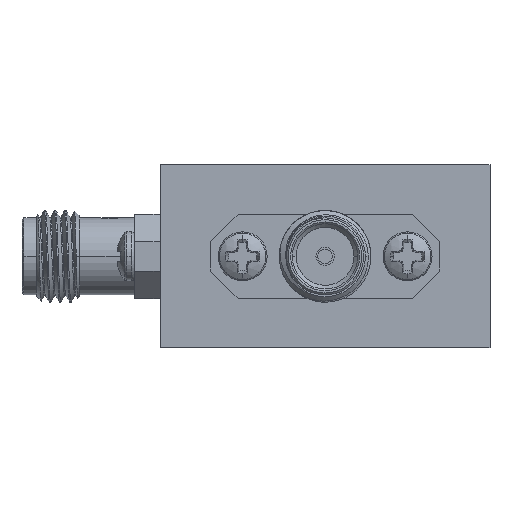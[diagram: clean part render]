
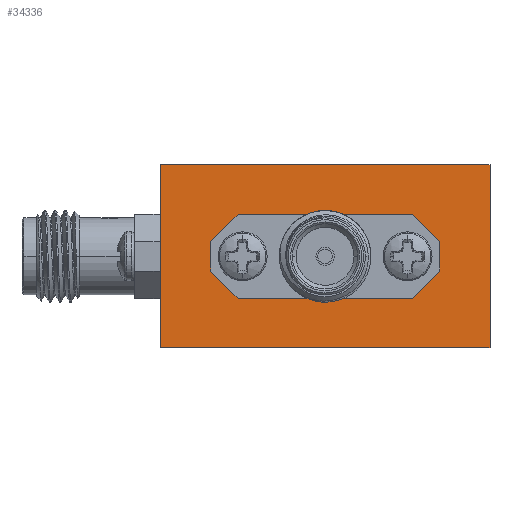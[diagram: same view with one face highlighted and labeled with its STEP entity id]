
A CAD part, left-side view. The second image highlights one B-rep face of the part: STEP entity #34336.
In plain terms, the highlighted planar face has unit normal (-1, 0, 0).
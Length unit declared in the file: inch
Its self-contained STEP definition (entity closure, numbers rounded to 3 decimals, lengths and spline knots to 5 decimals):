
#854 = VERTEX_POINT ( 'NONE', #8952 ) ;
#884 = VECTOR ( 'NONE', #30958, 39.37008 ) ;
#1010 = LINE ( 'NONE', #43916, #8566 ) ;
#1072 = CARTESIAN_POINT ( 'NONE',  ( -0.45, -0.3125, 0.04 ) ) ;
#1215 = ORIENTED_EDGE ( 'NONE', *, *, #47318, .F. ) ;
#1748 = VERTEX_POINT ( 'NONE', #36377 ) ;
#2177 = EDGE_CURVE ( 'NONE', #1748, #5158, #50361, .T. ) ;
#2194 = LINE ( 'NONE', #31725, #46033 ) ;
#2532 = EDGE_CURVE ( 'NONE', #2573, #34807, #43491, .T. ) ;
#2573 = VERTEX_POINT ( 'NONE', #14812 ) ;
#3126 = CARTESIAN_POINT ( 'NONE',  ( -0.45, -0.45, 0.25 ) ) ;
#4361 = VERTEX_POINT ( 'NONE', #16004 ) ;
#5158 = VERTEX_POINT ( 'NONE', #36106 ) ;
#5188 = VERTEX_POINT ( 'NONE', #1072 ) ;
#8490 = DIRECTION ( 'NONE',  ( 0., -1., 0. ) ) ;
#8566 = VECTOR ( 'NONE', #11455, 39.37008 ) ;
#8952 = CARTESIAN_POINT ( 'NONE',  ( -0.45, 0.2375, -0.115 ) ) ;
#9178 = EDGE_LOOP ( 'NONE', ( #41827, #10607, #1215, #16244 ) ) ;
#9834 = VECTOR ( 'NONE', #42688, 39.37008 ) ;
#9960 = EDGE_CURVE ( 'NONE', #29825, #46948, #25217, .T. ) ;
#10530 = VECTOR ( 'NONE', #43946, 39.37008 ) ;
#10607 = ORIENTED_EDGE ( 'NONE', *, *, #22527, .F. ) ;
#10619 = CARTESIAN_POINT ( 'NONE',  ( -0.45, -0.2375, 0.115 ) ) ;
#11455 = DIRECTION ( 'NONE',  ( 0., -1., 0. ) ) ;
#11541 = ORIENTED_EDGE ( 'NONE', *, *, #2177, .F. ) ;
#11616 = VECTOR ( 'NONE', #22685, 39.37008 ) ;
#14737 = CARTESIAN_POINT ( 'NONE',  ( -0.45, -0.45, 0.25 ) ) ;
#14812 = CARTESIAN_POINT ( 'NONE',  ( -0.45, 0.45, 0.25 ) ) ;
#15336 = DIRECTION ( 'NONE',  ( 0., 0., -1. ) ) ;
#15604 = ORIENTED_EDGE ( 'NONE', *, *, #46132, .T. ) ;
#16004 = CARTESIAN_POINT ( 'NONE',  ( -0.45, -0.45, -0.25 ) ) ;
#16018 = CARTESIAN_POINT ( 'NONE',  ( -0.45, -0.2375, -0.115 ) ) ;
#16160 = CARTESIAN_POINT ( 'NONE',  ( -0.45, -0.45, -0.25 ) ) ;
#16244 = ORIENTED_EDGE ( 'NONE', *, *, #2532, .T. ) ;
#16363 = CARTESIAN_POINT ( 'NONE',  ( -0.45, 0.45, -0.25 ) ) ;
#17149 = FACE_BOUND ( 'NONE', #26576, .T. ) ;
#17903 = VERTEX_POINT ( 'NONE', #3126 ) ;
#18336 = DIRECTION ( 'NONE',  ( 0., 0.707, -0.707 ) ) ;
#19316 = DIRECTION ( 'NONE',  ( 0., 0., 1. ) ) ;
#19925 = LINE ( 'NONE', #43174, #41808 ) ;
#20413 = VECTOR ( 'NONE', #22123, 39.37008 ) ;
#20565 = EDGE_CURVE ( 'NONE', #854, #5158, #19925, .T. ) ;
#20899 = ORIENTED_EDGE ( 'NONE', *, *, #9960, .T. ) ;
#21234 = DIRECTION ( 'NONE',  ( 0., -1., 0. ) ) ;
#21885 = EDGE_CURVE ( 'NONE', #34807, #4361, #29902, .T. ) ;
#22079 = VECTOR ( 'NONE', #27880, 39.37008 ) ;
#22123 = DIRECTION ( 'NONE',  ( 0., -0.707, 0.707 ) ) ;
#22527 = EDGE_CURVE ( 'NONE', #17903, #4361, #43572, .T. ) ;
#22685 = DIRECTION ( 'NONE',  ( 0., 0., -1. ) ) ;
#22802 = ORIENTED_EDGE ( 'NONE', *, *, #41255, .F. ) ;
#23082 = LINE ( 'NONE', #27390, #10530 ) ;
#23879 = ORIENTED_EDGE ( 'NONE', *, *, #48724, .F. ) ;
#24841 = VECTOR ( 'NONE', #21234, 39.37008 ) ;
#25217 = LINE ( 'NONE', #26241, #27724 ) ;
#25296 = ORIENTED_EDGE ( 'NONE', *, *, #47165, .T. ) ;
#25479 = LINE ( 'NONE', #46062, #20413 ) ;
#25510 = LINE ( 'NONE', #44999, #24841 ) ;
#25850 = LINE ( 'NONE', #39756, #22079 ) ;
#26241 = CARTESIAN_POINT ( 'NONE',  ( -0.45, -0.17625, -0.17625 ) ) ;
#26576 = EDGE_LOOP ( 'NONE', ( #32595, #15604, #23879, #20899, #22802, #29066, #11541, #25296 ) ) ;
#26785 = DIRECTION ( 'NONE',  ( 0., 0.707, 0.707 ) ) ;
#27390 = CARTESIAN_POINT ( 'NONE',  ( -0.45, -0.17625, 0.17625 ) ) ;
#27396 = VECTOR ( 'NONE', #8490, 39.37008 ) ;
#27724 = VECTOR ( 'NONE', #18336, 39.37008 ) ;
#27880 = DIRECTION ( 'NONE',  ( 0., 1., 0. ) ) ;
#29066 = ORIENTED_EDGE ( 'NONE', *, *, #20565, .T. ) ;
#29825 = VERTEX_POINT ( 'NONE', #34952 ) ;
#29902 = LINE ( 'NONE', #16160, #27396 ) ;
#30958 = DIRECTION ( 'NONE',  ( 0., 0., -1. ) ) ;
#31256 = CARTESIAN_POINT ( 'NONE',  ( -0.45, -0.45, 0.25 ) ) ;
#31725 = CARTESIAN_POINT ( 'NONE',  ( -0.45, -0.3125, 0.115 ) ) ;
#32195 = FACE_OUTER_BOUND ( 'NONE', #9178, .T. ) ;
#32595 = ORIENTED_EDGE ( 'NONE', *, *, #36168, .F. ) ;
#33869 = CARTESIAN_POINT ( 'NONE',  ( -0.45, 0.2375, 0.115 ) ) ;
#34336 = ADVANCED_FACE ( 'NONE', ( #17149, #32195 ), #47136, .F. ) ;
#34807 = VERTEX_POINT ( 'NONE', #16363 ) ;
#34952 = CARTESIAN_POINT ( 'NONE',  ( -0.45, -0.3125, -0.04 ) ) ;
#35784 = AXIS2_PLACEMENT_3D ( 'NONE', #31256, #39275, #15336 ) ;
#36106 = CARTESIAN_POINT ( 'NONE',  ( -0.45, 0.3125, -0.04 ) ) ;
#36168 = EDGE_CURVE ( 'NONE', #45963, #39077, #25850, .T. ) ;
#36377 = CARTESIAN_POINT ( 'NONE',  ( -0.45, 0.3125, 0.04 ) ) ;
#39077 = VERTEX_POINT ( 'NONE', #33869 ) ;
#39275 = DIRECTION ( 'NONE',  ( 1., 0., 0. ) ) ;
#39756 = CARTESIAN_POINT ( 'NONE',  ( -0.45, -0.3125, 0.115 ) ) ;
#41255 = EDGE_CURVE ( 'NONE', #854, #46948, #25510, .T. ) ;
#41543 = CARTESIAN_POINT ( 'NONE',  ( -0.45, 0.45, 0.25 ) ) ;
#41808 = VECTOR ( 'NONE', #26785, 39.37008 ) ;
#41827 = ORIENTED_EDGE ( 'NONE', *, *, #21885, .T. ) ;
#42295 = CARTESIAN_POINT ( 'NONE',  ( -0.45, 0.3125, 0.115 ) ) ;
#42688 = DIRECTION ( 'NONE',  ( 0., 0., -1. ) ) ;
#43174 = CARTESIAN_POINT ( 'NONE',  ( -0.45, 0.17625, -0.17625 ) ) ;
#43491 = LINE ( 'NONE', #41543, #11616 ) ;
#43572 = LINE ( 'NONE', #14737, #9834 ) ;
#43916 = CARTESIAN_POINT ( 'NONE',  ( -0.45, -0.45, 0.25 ) ) ;
#43946 = DIRECTION ( 'NONE',  ( 0., -0.707, -0.707 ) ) ;
#44999 = CARTESIAN_POINT ( 'NONE',  ( -0.45, -0.3125, -0.115 ) ) ;
#45963 = VERTEX_POINT ( 'NONE', #10619 ) ;
#46033 = VECTOR ( 'NONE', #19316, 39.37008 ) ;
#46062 = CARTESIAN_POINT ( 'NONE',  ( -0.45, 0.17625, 0.17625 ) ) ;
#46132 = EDGE_CURVE ( 'NONE', #45963, #5188, #23082, .T. ) ;
#46948 = VERTEX_POINT ( 'NONE', #16018 ) ;
#47136 = PLANE ( 'NONE',  #35784 ) ;
#47165 = EDGE_CURVE ( 'NONE', #1748, #39077, #25479, .T. ) ;
#47318 = EDGE_CURVE ( 'NONE', #2573, #17903, #1010, .T. ) ;
#48724 = EDGE_CURVE ( 'NONE', #29825, #5188, #2194, .T. ) ;
#50361 = LINE ( 'NONE', #42295, #884 ) ;
